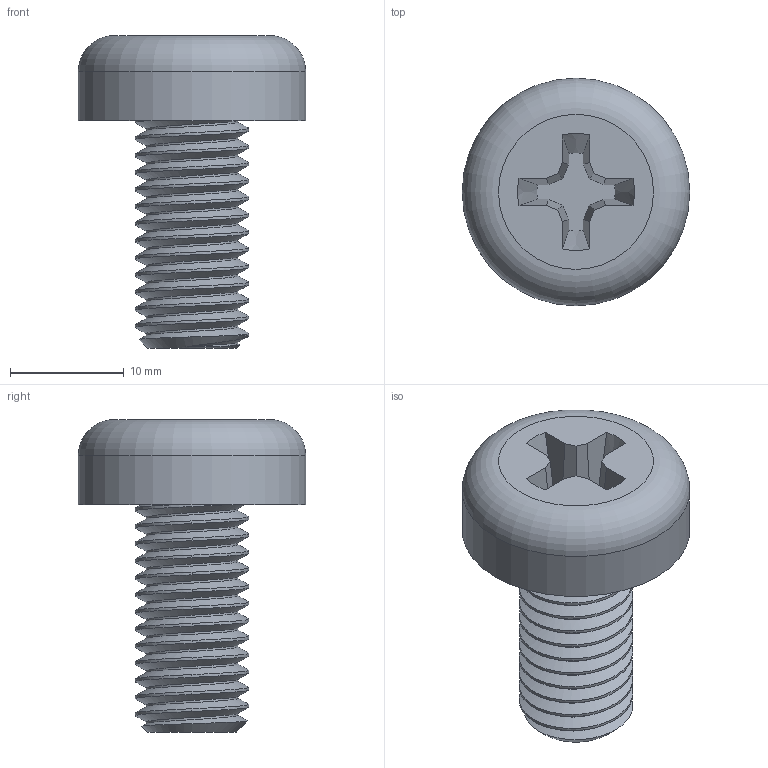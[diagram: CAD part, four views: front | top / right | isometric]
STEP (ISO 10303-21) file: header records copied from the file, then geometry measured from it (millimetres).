
FILE_DESCRIPTION(/* description */ ('STEP AP203'),/* implementation_level */ '2;1');
FILE_NAME(/* name */ 'screws_20mm_m10x1.5_ext.stp',/* time_stamp */ '2022-12-09T16:34:38+01:00',/* author */ ('Rik Ubaghs'),/* organization */ (''),/* preprocessor_version */ 'ST-DEVELOPER v18.1',/* originating_system */ 'Autodesk Inventor 2021',/* authorisation */ '');
FILE_SCHEMA (('AUTOMOTIVE_DESIGN { 1 0 10303 214 3 1 1 }'));
Length unit declared in the file: millimetre
Products named in the file (1): Bolts_20mm_M10x1.5_ext
Bounding box: 20 x 20 x 27.5 mm (x, y, z)
Volume: 3316.8 mm3; surface area: 2156.6 mm2
Topology: 1 solids, 1 shells, 44 faces, 124 edges, 84 vertices
Faces by surface type: plane 20, cylinder 15, cone 5, bspline 3, torus 1
Full cylindrical faces by diameter (mm): 10 x12, 20 x1
Entity records: 10103 total; most frequent: CARTESIAN_POINT 9000, ORIENTED_EDGE 248, DIRECTION 187, EDGE_CURVE 124, VERTEX_POINT 84, AXIS2_PLACEMENT_3D 64, LINE 59, VECTOR 59
